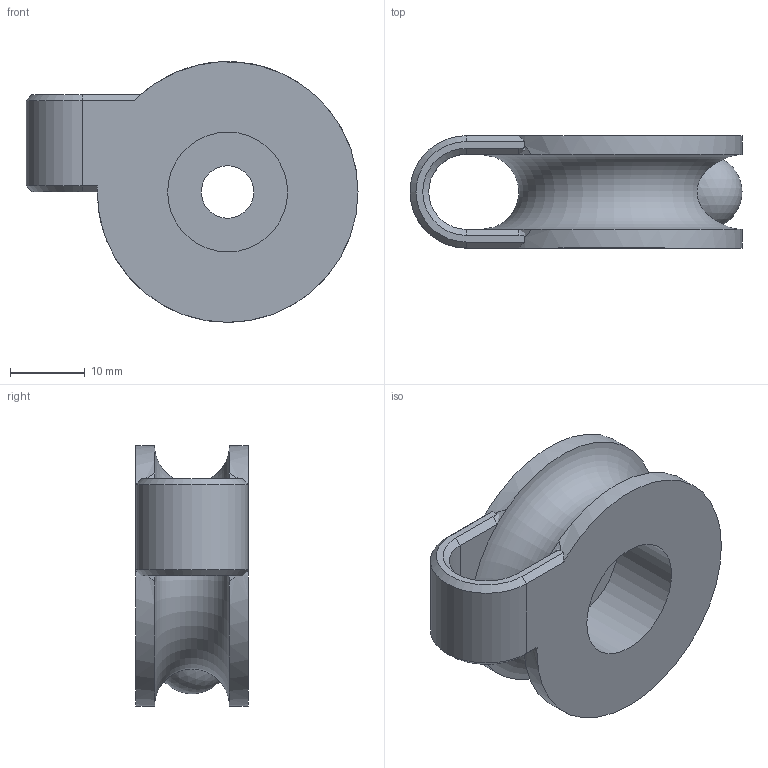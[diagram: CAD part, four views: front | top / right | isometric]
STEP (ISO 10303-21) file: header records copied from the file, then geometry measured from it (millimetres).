
FILE_DESCRIPTION(('FreeCAD Model'),'2;1');
FILE_NAME('Open CASCADE Shape Model','2025-11-21T22:15:17',(''),(''), 'Open CASCADE STEP processor 7.6','FreeCAD','Unknown');
FILE_SCHEMA(('AUTOMOTIVE_DESIGN { 1 0 10303 214 1 1 1 1 }'));
Length unit declared in the file: millimetre
Products named in the file (1): Roll
Bounding box: 44.3 x 15 x 34.79 mm (x, y, z)
Volume: 9850.9 mm3; surface area: 5199.5 mm2
Topology: 1 solids, 1 shells, 33 faces, 92 edges, 56 vertices
Faces by surface type: plane 14, cylinder 6, bspline 5, cone 4, torus 2, sphere 2
Full cylindrical faces by diameter (mm): 7 x1, 16 x1
Entity records: 3791 total; most frequent: CARTESIAN_POINT 2089, DIRECTION 295, ORIENTED_EDGE 176, PCURVE 176, DEFINITIONAL_REPRESENTATION 176, LINE 154, VECTOR 154, EDGE_CURVE 88
